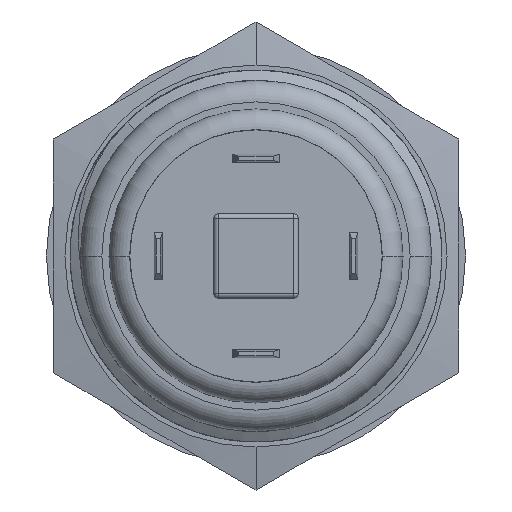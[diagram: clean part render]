
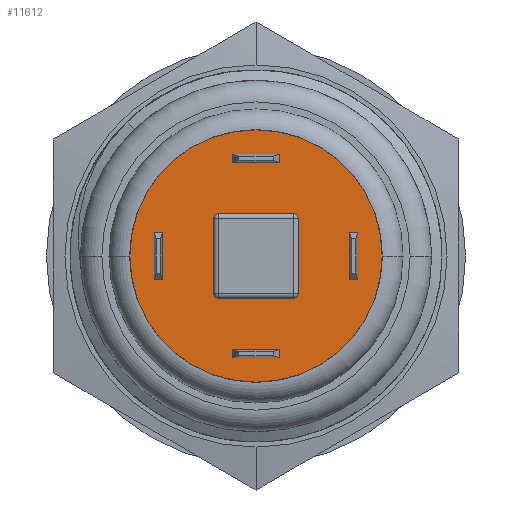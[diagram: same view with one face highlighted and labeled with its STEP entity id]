
A CAD part, left-side view. The second image highlights one B-rep face of the part: STEP entity #11612.
In plain terms, the highlighted planar face has unit normal (-1, 0, 0).
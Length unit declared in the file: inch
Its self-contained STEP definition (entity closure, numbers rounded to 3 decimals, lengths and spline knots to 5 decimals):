
#5057=CARTESIAN_POINT('',(-0.94248,0.,0.));
#5058=DIRECTION('',(-1.,0.,0.));
#5059=DIRECTION('',(0.,0.,1.));
#5060=AXIS2_PLACEMENT_3D('',#5057,#5058,#5059);
#5062=CARTESIAN_POINT('',(-0.94248,0.,0.));
#5063=DIRECTION('',(-1.,0.,0.));
#5064=DIRECTION('',(0.,0.,-1.));
#5065=AXIS2_PLACEMENT_3D('',#5062,#5063,#5064);
#5067=DIRECTION('',(0.,0.,1.));
#5068=VECTOR('',#5067,0.17685);
#5069=CARTESIAN_POINT('',(-0.94248,-0.09843,
-0.08843));
#5070=LINE('',#5069,#5068);
#5071=DIRECTION('',(0.,1.,0.));
#5072=VECTOR('',#5071,0.17685);
#5073=CARTESIAN_POINT('',(-0.94248,-0.08843,
0.09843));
#5074=LINE('',#5073,#5072);
#5075=DIRECTION('',(0.,0.,-1.));
#5076=VECTOR('',#5075,0.17685);
#5077=CARTESIAN_POINT('',(-0.94248,0.09843,
0.08843));
#5078=LINE('',#5077,#5076);
#5079=DIRECTION('',(0.,-1.,0.));
#5080=VECTOR('',#5079,0.17685);
#5081=CARTESIAN_POINT('',(-0.94248,0.08843,
-0.09843));
#5082=LINE('',#5081,#5080);
#5083=DIRECTION('',(0.,-1.,0.));
#5084=VECTOR('',#5083,0.01969);
#5085=CARTESIAN_POINT('',(-0.94248,0.2372,
-0.05512));
#5086=LINE('',#5085,#5084);
#5087=DIRECTION('',(0.,0.,1.));
#5088=VECTOR('',#5087,0.11024);
#5089=CARTESIAN_POINT('',(-0.94248,0.21752,
-0.05512));
#5090=LINE('',#5089,#5088);
#5091=DIRECTION('',(0.,1.,0.));
#5092=VECTOR('',#5091,0.01969);
#5093=CARTESIAN_POINT('',(-0.94248,0.21752,
0.05512));
#5094=LINE('',#5093,#5092);
#5095=DIRECTION('',(0.,0.,-1.));
#5096=VECTOR('',#5095,0.11024);
#5097=CARTESIAN_POINT('',(-0.94248,0.2372,
0.05512));
#5098=LINE('',#5097,#5096);
#5099=DIRECTION('',(0.,-1.,0.));
#5100=VECTOR('',#5099,0.11024);
#5101=CARTESIAN_POINT('',(-0.94248,0.05512,
-0.2372));
#5102=LINE('',#5101,#5100);
#5103=DIRECTION('',(0.,0.,1.));
#5104=VECTOR('',#5103,0.01969);
#5105=CARTESIAN_POINT('',(-0.94248,-0.05512,
-0.2372));
#5106=LINE('',#5105,#5104);
#5107=DIRECTION('',(0.,1.,0.));
#5108=VECTOR('',#5107,0.11024);
#5109=CARTESIAN_POINT('',(-0.94248,-0.05512,
-0.21752));
#5110=LINE('',#5109,#5108);
#5111=DIRECTION('',(0.,0.,-1.));
#5112=VECTOR('',#5111,0.01969);
#5113=CARTESIAN_POINT('',(-0.94248,0.05512,
-0.21752));
#5114=LINE('',#5113,#5112);
#5115=DIRECTION('',(0.,-1.,0.));
#5116=VECTOR('',#5115,0.01969);
#5117=CARTESIAN_POINT('',(-0.94248,-0.21752,
-0.05512));
#5118=LINE('',#5117,#5116);
#5119=DIRECTION('',(0.,0.,1.));
#5120=VECTOR('',#5119,0.11024);
#5121=CARTESIAN_POINT('',(-0.94248,-0.2372,
-0.05512));
#5122=LINE('',#5121,#5120);
#5123=DIRECTION('',(0.,1.,0.));
#5124=VECTOR('',#5123,0.01969);
#5125=CARTESIAN_POINT('',(-0.94248,-0.2372,
0.05512));
#5126=LINE('',#5125,#5124);
#5127=DIRECTION('',(0.,0.,-1.));
#5128=VECTOR('',#5127,0.11024);
#5129=CARTESIAN_POINT('',(-0.94248,-0.21752,
0.05512));
#5130=LINE('',#5129,#5128);
#5131=DIRECTION('',(0.,-1.,0.));
#5132=VECTOR('',#5131,0.11024);
#5133=CARTESIAN_POINT('',(-0.94248,0.05512,
0.21752));
#5134=LINE('',#5133,#5132);
#5135=DIRECTION('',(0.,0.,1.));
#5136=VECTOR('',#5135,0.01969);
#5137=CARTESIAN_POINT('',(-0.94248,-0.05512,
0.21752));
#5138=LINE('',#5137,#5136);
#5139=DIRECTION('',(0.,1.,0.));
#5140=VECTOR('',#5139,0.11024);
#5141=CARTESIAN_POINT('',(-0.94248,-0.05512,
0.2372));
#5142=LINE('',#5141,#5140);
#5143=DIRECTION('',(0.,0.,-1.));
#5144=VECTOR('',#5143,0.01969);
#5145=CARTESIAN_POINT('',(-0.94248,0.05512,
0.2372));
#5146=LINE('',#5145,#5144);
#5159=CARTESIAN_POINT('',(-0.94248,-0.08843,
-0.08843));
#5160=DIRECTION('',(1.,0.,0.));
#5161=DIRECTION('',(0.,-1.,0.));
#5162=AXIS2_PLACEMENT_3D('',#5159,#5160,#5161);
#5191=CARTESIAN_POINT('',(-0.94248,0.08843,
-0.08843));
#5192=DIRECTION('',(1.,0.,0.));
#5193=DIRECTION('',(0.,0.,-1.));
#5194=AXIS2_PLACEMENT_3D('',#5191,#5192,#5193);
#5208=CARTESIAN_POINT('',(-0.94248,0.08843,
0.08843));
#5209=DIRECTION('',(1.,0.,0.));
#5210=DIRECTION('',(0.,1.,0.));
#5211=AXIS2_PLACEMENT_3D('',#5208,#5209,#5210);
#5225=CARTESIAN_POINT('',(-0.94248,-0.08843,
0.08843));
#5226=DIRECTION('',(1.,0.,0.));
#5227=DIRECTION('',(0.,0.,1.));
#5228=AXIS2_PLACEMENT_3D('',#5225,#5226,#5227);
#6713=CARTESIAN_POINT('',(-0.94248,0.,0.2937));
#6714=CARTESIAN_POINT('',(-0.94248,0.,-0.2937));
#6715=VERTEX_POINT('',#6713);
#6716=VERTEX_POINT('',#6714);
#6729=CARTESIAN_POINT('',(-0.94248,-0.08843,
-0.09843));
#6730=VERTEX_POINT('',#6729);
#6732=CARTESIAN_POINT('',(-0.94248,-0.09843,
-0.08843));
#6734=VERTEX_POINT('',#6732);
#6739=CARTESIAN_POINT('',(-0.94248,-0.09843,
0.08843));
#6740=VERTEX_POINT('',#6739);
#6742=CARTESIAN_POINT('',(-0.94248,-0.08843,
0.09843));
#6744=VERTEX_POINT('',#6742);
#6749=CARTESIAN_POINT('',(-0.94248,0.08843,
0.09843));
#6750=VERTEX_POINT('',#6749);
#6752=CARTESIAN_POINT('',(-0.94248,0.09843,
0.08843));
#6754=VERTEX_POINT('',#6752);
#6757=CARTESIAN_POINT('',(-0.94248,0.09843,
-0.08843));
#6758=VERTEX_POINT('',#6757);
#6759=CARTESIAN_POINT('',(-0.94248,0.08843,
-0.09843));
#6760=VERTEX_POINT('',#6759);
#6777=CARTESIAN_POINT('',(-0.94248,0.2372,
-0.05512));
#6778=CARTESIAN_POINT('',(-0.94248,0.21752,
-0.05512));
#6779=VERTEX_POINT('',#6777);
#6780=VERTEX_POINT('',#6778);
#6781=CARTESIAN_POINT('',(-0.94248,0.21752,
0.05512));
#6782=VERTEX_POINT('',#6781);
#6783=CARTESIAN_POINT('',(-0.94248,0.2372,
0.05512));
#6784=VERTEX_POINT('',#6783);
#6785=CARTESIAN_POINT('',(-0.94248,0.05512,
-0.2372));
#6786=CARTESIAN_POINT('',(-0.94248,-0.05512,
-0.2372));
#6787=VERTEX_POINT('',#6785);
#6788=VERTEX_POINT('',#6786);
#6789=CARTESIAN_POINT('',(-0.94248,-0.05512,
-0.21752));
#6790=VERTEX_POINT('',#6789);
#6791=CARTESIAN_POINT('',(-0.94248,0.05512,
-0.21752));
#6792=VERTEX_POINT('',#6791);
#6793=CARTESIAN_POINT('',(-0.94248,-0.21752,
-0.05512));
#6794=CARTESIAN_POINT('',(-0.94248,-0.2372,
-0.05512));
#6795=VERTEX_POINT('',#6793);
#6796=VERTEX_POINT('',#6794);
#6797=CARTESIAN_POINT('',(-0.94248,-0.2372,
0.05512));
#6798=VERTEX_POINT('',#6797);
#6799=CARTESIAN_POINT('',(-0.94248,-0.21752,
0.05512));
#6800=VERTEX_POINT('',#6799);
#6801=CARTESIAN_POINT('',(-0.94248,0.05512,
0.21752));
#6802=CARTESIAN_POINT('',(-0.94248,-0.05512,
0.21752));
#6803=VERTEX_POINT('',#6801);
#6804=VERTEX_POINT('',#6802);
#6805=CARTESIAN_POINT('',(-0.94248,-0.05512,
0.2372));
#6806=VERTEX_POINT('',#6805);
#6807=CARTESIAN_POINT('',(-0.94248,0.05512,
0.2372));
#6808=VERTEX_POINT('',#6807);
#11545=CARTESIAN_POINT('',(-0.94248,0.,0.));
#11546=DIRECTION('',(-1.,0.,0.));
#11547=DIRECTION('',(0.,0.,1.));
#11548=AXIS2_PLACEMENT_3D('',#11545,#11546,#11547);
#11549=PLANE('',#11548);
#11550=ORIENTED_EDGE('',*,*,#11525,.F.);
#11551=ORIENTED_EDGE('',*,*,#11539,.F.);
#11552=EDGE_LOOP('',(#11550,#11551));
#11553=FACE_OUTER_BOUND('',#11552,.F.);
#11555=ORIENTED_EDGE('',*,*,#11554,.T.);
#11557=ORIENTED_EDGE('',*,*,#11556,.F.);
#11559=ORIENTED_EDGE('',*,*,#11558,.T.);
#11561=ORIENTED_EDGE('',*,*,#11560,.F.);
#11563=ORIENTED_EDGE('',*,*,#11562,.T.);
#11565=ORIENTED_EDGE('',*,*,#11564,.F.);
#11567=ORIENTED_EDGE('',*,*,#11566,.T.);
#11569=ORIENTED_EDGE('',*,*,#11568,.F.);
#11570=EDGE_LOOP('',(#11555,#11557,#11559,#11561,#11563,#11565,#11567,#11569));
#11571=FACE_BOUND('',#11570,.F.);
#11573=ORIENTED_EDGE('',*,*,#11572,.T.);
#11575=ORIENTED_EDGE('',*,*,#11574,.T.);
#11577=ORIENTED_EDGE('',*,*,#11576,.T.);
#11579=ORIENTED_EDGE('',*,*,#11578,.T.);
#11580=EDGE_LOOP('',(#11573,#11575,#11577,#11579));
#11581=FACE_BOUND('',#11580,.F.);
#11583=ORIENTED_EDGE('',*,*,#11582,.T.);
#11585=ORIENTED_EDGE('',*,*,#11584,.T.);
#11587=ORIENTED_EDGE('',*,*,#11586,.T.);
#11589=ORIENTED_EDGE('',*,*,#11588,.T.);
#11590=EDGE_LOOP('',(#11583,#11585,#11587,#11589));
#11591=FACE_BOUND('',#11590,.F.);
#11593=ORIENTED_EDGE('',*,*,#11592,.T.);
#11595=ORIENTED_EDGE('',*,*,#11594,.T.);
#11597=ORIENTED_EDGE('',*,*,#11596,.T.);
#11599=ORIENTED_EDGE('',*,*,#11598,.T.);
#11600=EDGE_LOOP('',(#11593,#11595,#11597,#11599));
#11601=FACE_BOUND('',#11600,.F.);
#11603=ORIENTED_EDGE('',*,*,#11602,.T.);
#11605=ORIENTED_EDGE('',*,*,#11604,.T.);
#11607=ORIENTED_EDGE('',*,*,#11606,.T.);
#11609=ORIENTED_EDGE('',*,*,#11608,.T.);
#11610=EDGE_LOOP('',(#11603,#11605,#11607,#11609));
#11611=FACE_BOUND('',#11610,.F.);
#11612=ADVANCED_FACE('',(#11553,#11571,#11581,#11591,#11601,#11611),#11549,.T.);
#5061=CIRCLE('',#5060,0.2937);
#5066=CIRCLE('',#5065,0.2937);
#5163=CIRCLE('',#5162,0.01);
#5195=CIRCLE('',#5194,0.01);
#5212=CIRCLE('',#5211,0.01);
#5229=CIRCLE('',#5228,0.01);
#11525=EDGE_CURVE('',#6715,#6716,#5061,.T.);
#11539=EDGE_CURVE('',#6716,#6715,#5066,.T.);
#11554=EDGE_CURVE('',#6734,#6740,#5070,.T.);
#11556=EDGE_CURVE('',#6744,#6740,#5229,.T.);
#11558=EDGE_CURVE('',#6744,#6750,#5074,.T.);
#11560=EDGE_CURVE('',#6754,#6750,#5212,.T.);
#11562=EDGE_CURVE('',#6754,#6758,#5078,.T.);
#11564=EDGE_CURVE('',#6760,#6758,#5195,.T.);
#11566=EDGE_CURVE('',#6760,#6730,#5082,.T.);
#11568=EDGE_CURVE('',#6734,#6730,#5163,.T.);
#11572=EDGE_CURVE('',#6779,#6780,#5086,.T.);
#11574=EDGE_CURVE('',#6780,#6782,#5090,.T.);
#11576=EDGE_CURVE('',#6782,#6784,#5094,.T.);
#11578=EDGE_CURVE('',#6784,#6779,#5098,.T.);
#11582=EDGE_CURVE('',#6787,#6788,#5102,.T.);
#11584=EDGE_CURVE('',#6788,#6790,#5106,.T.);
#11586=EDGE_CURVE('',#6790,#6792,#5110,.T.);
#11588=EDGE_CURVE('',#6792,#6787,#5114,.T.);
#11592=EDGE_CURVE('',#6795,#6796,#5118,.T.);
#11594=EDGE_CURVE('',#6796,#6798,#5122,.T.);
#11596=EDGE_CURVE('',#6798,#6800,#5126,.T.);
#11598=EDGE_CURVE('',#6800,#6795,#5130,.T.);
#11602=EDGE_CURVE('',#6803,#6804,#5134,.T.);
#11604=EDGE_CURVE('',#6804,#6806,#5138,.T.);
#11606=EDGE_CURVE('',#6806,#6808,#5142,.T.);
#11608=EDGE_CURVE('',#6808,#6803,#5146,.T.);
